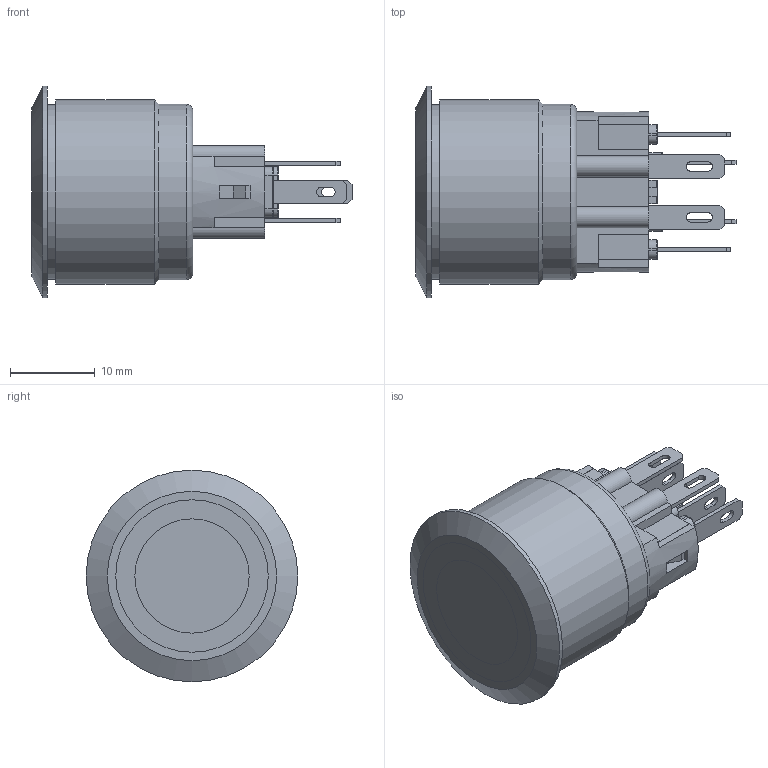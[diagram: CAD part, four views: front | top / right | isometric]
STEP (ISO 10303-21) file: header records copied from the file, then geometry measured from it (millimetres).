
FILE_DESCRIPTION((' '),'2;1');
FILE_NAME('PV7F2Y0xx-3Rx.stp','2017-08-03T14:35:25',(' '),(' '),' ','ACIS',' ');
FILE_SCHEMA(('CONFIG_CONTROL_DESIGN'));
Length unit declared in the file: inch
Products named in the file (1): PV7F2Y0xx-3Rx.stp
Bounding box: 37.8 x 25 x 25 mm (x, y, z)
Volume: 8301.3 mm3; surface area: 3948.5 mm2
Topology: 1 solids, 3 shells, 306 faces, 818 edges, 525 vertices
Faces by surface type: plane 219, cylinder 68, torus 17, cone 2
Full cylindrical faces by diameter (mm): 2 x4, 20.6 x1, 20.7 x1, 21.8 x1, 25 x1
Entity records: 9471 total; most frequent: CARTESIAN_POINT 1629, ORIENTED_EDGE 1604, DIRECTION 1580, EDGE_CURVE 802, VECTOR 638, LINE 638, VERTEX_POINT 520, AXIS2_PLACEMENT_3D 471
